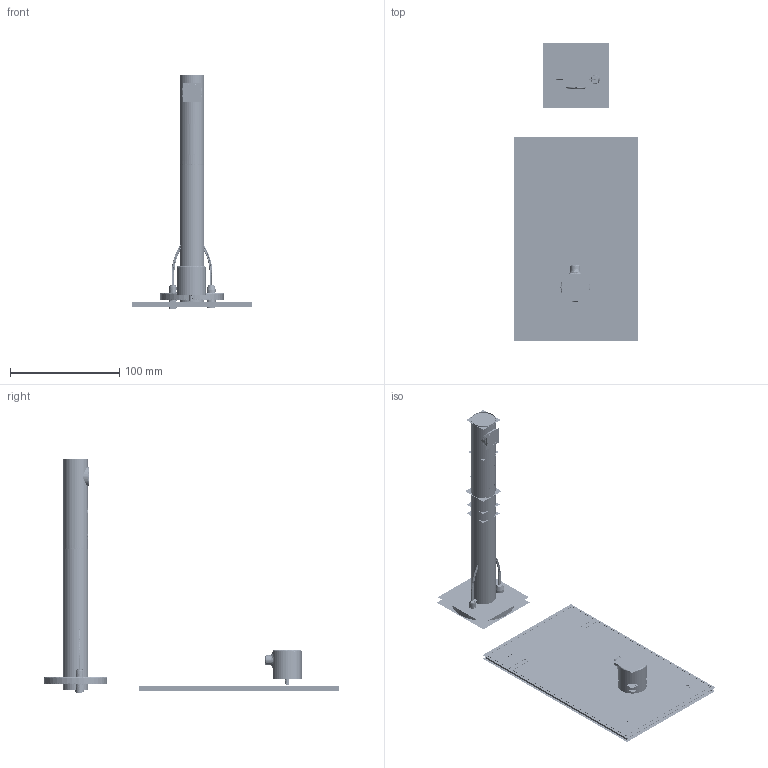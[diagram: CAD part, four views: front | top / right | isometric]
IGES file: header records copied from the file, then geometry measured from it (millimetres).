
Start section:  PTC IGES file: A47111.igs
Global section: file name: A47111.igs; native system: Creo Parametric by PTC Inc.; preprocessor: 2018300; author: tamer.unalp; organization: Unknown; date: 20211223.123303; units: millimetre
Bounding box: 114.4 x 273.76 x 214.49 mm (x, y, z)
Surface area: 329193.4 mm2 (no closed solid volume)
Topology: 0 solids, 0 shells, 6634 faces, 98444 edges, 127481 vertices
Faces by surface type: bspline 3956, revolution 2678
